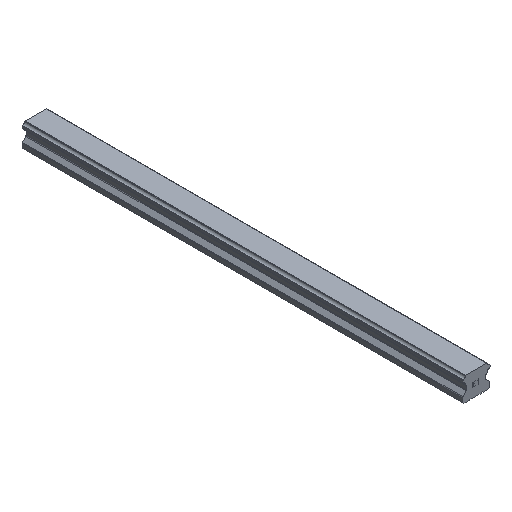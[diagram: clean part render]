
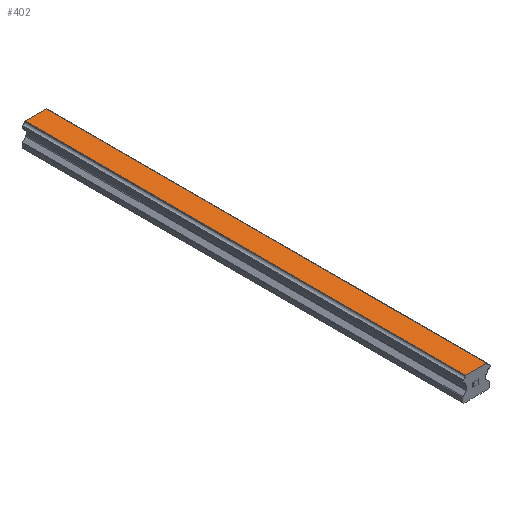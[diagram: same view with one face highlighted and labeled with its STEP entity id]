
A CAD part, isometric view. The second image highlights one B-rep face of the part: STEP entity #402.
In plain terms, the highlighted planar face has unit normal (0, 0, 1).
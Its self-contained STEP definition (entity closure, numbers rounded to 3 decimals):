
#402=ADVANCED_FACE('',(#827),#828,.T.);
#827=FACE_OUTER_BOUND('',#1275,.T.);
#828=PLANE('',#1276);
#1275=EDGE_LOOP('',(#2478,#2479,#2480,#2481));
#1276=AXIS2_PLACEMENT_3D('',#2482,#2483,#2484);
#2478=ORIENTED_EDGE('',*,*,#3074,.T.);
#2479=ORIENTED_EDGE('',*,*,#3176,.F.);
#2480=ORIENTED_EDGE('',*,*,#2936,.T.);
#2481=ORIENTED_EDGE('',*,*,#3174,.T.);
#2482=CARTESIAN_POINT('',(0.,550.0,29.));
#2483=DIRECTION('',(0.0,0.0,1.0));
#2484=DIRECTION('',(-1.0,0.0,0.0));
#2936=EDGE_CURVE('',#3600,#3598,#3601,.T.);
#3074=EDGE_CURVE('',#3831,#3829,#3832,.T.);
#3174=EDGE_CURVE('',#3598,#3831,#3954,.T.);
#3176=EDGE_CURVE('',#3600,#3829,#3956,.T.);
#3598=VERTEX_POINT('',#4533);
#3600=VERTEX_POINT('',#4536);
#3601=LINE('',#4537,#4538);
#3829=VERTEX_POINT('',#4856);
#3831=VERTEX_POINT('',#4859);
#3832=LINE('',#4860,#4861);
#3954=LINE('',#5019,#5020);
#3956=LINE('',#5022,#5023);
#4533=CARTESIAN_POINT('',(-13.251,550.0,29.));
#4536=CARTESIAN_POINT('',(13.251,550.0,29.));
#4537=CARTESIAN_POINT('',(13.251,550.0,29.));
#4538=VECTOR('',#5329,1.0);
#4856=CARTESIAN_POINT('',(13.251,0.0,29.));
#4859=CARTESIAN_POINT('',(-13.251,0.0,29.));
#4860=CARTESIAN_POINT('',(13.251,0.0,29.));
#4861=VECTOR('',#5487,1.0);
#5019=CARTESIAN_POINT('',(-13.251,550.0,29.));
#5020=VECTOR('',#5599,1.0);
#5022=CARTESIAN_POINT('',(13.251,550.0,29.));
#5023=VECTOR('',#5600,1.0);
#5329=DIRECTION('',(-1.0,0.0,0.0));
#5487=DIRECTION('',(1.0,0.0,0.0));
#5599=DIRECTION('',(0.0,-1.0,0.0));
#5600=DIRECTION('',(0.0,-1.0,0.0));
